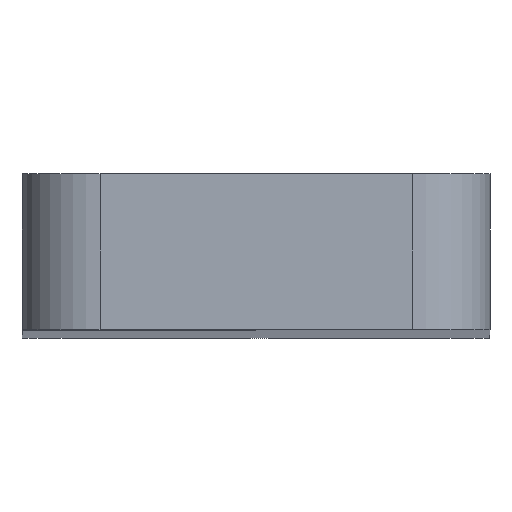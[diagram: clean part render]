
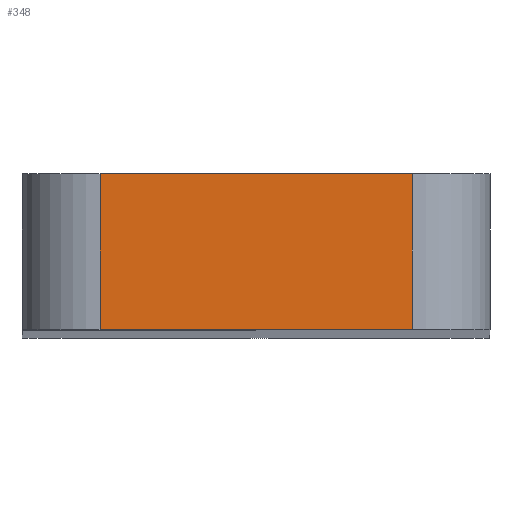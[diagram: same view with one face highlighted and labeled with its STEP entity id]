
A CAD part, top view. The second image highlights one B-rep face of the part: STEP entity #348.
In plain terms, the highlighted planar face has unit normal (0, 0, 1).
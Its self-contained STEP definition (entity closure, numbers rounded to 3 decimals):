
#26=PLANE('',#394);
#44=FACE_OUTER_BOUND('',#62,.T.);
#62=EDGE_LOOP('',(#293,#294,#295,#296));
#65=LINE('',#497,#105);
#102=LINE('',#584,#142);
#103=LINE('',#586,#143);
#104=LINE('',#587,#144);
#105=VECTOR('',#403,10.);
#142=VECTOR('',#482,10.);
#143=VECTOR('',#485,10.);
#144=VECTOR('',#486,10.);
#154=VERTEX_POINT('',#494);
#155=VERTEX_POINT('',#496);
#183=VERTEX_POINT('',#580);
#184=VERTEX_POINT('',#582);
#186=EDGE_CURVE('',#154,#155,#65,.T.);
#230=EDGE_CURVE('',#183,#184,#102,.T.);
#231=EDGE_CURVE('',#154,#183,#103,.T.);
#232=EDGE_CURVE('',#155,#184,#104,.T.);
#293=ORIENTED_EDGE('',*,*,#231,.T.);
#294=ORIENTED_EDGE('',*,*,#230,.T.);
#295=ORIENTED_EDGE('',*,*,#232,.F.);
#296=ORIENTED_EDGE('',*,*,#186,.F.);
#348=ADVANCED_FACE('',(#44),#26,.T.);
#394=AXIS2_PLACEMENT_3D('',#585,#483,#484);
#403=DIRECTION('',(0.,1.,0.));
#482=DIRECTION('',(0.,1.,0.));
#483=DIRECTION('center_axis',(0.,0.,1.));
#484=DIRECTION('ref_axis',(1.,0.,0.));
#485=DIRECTION('',(1.,0.,0.));
#486=DIRECTION('',(1.,0.,0.));
#494=CARTESIAN_POINT('',(-4.,0.,65.));
#496=CARTESIAN_POINT('',(-4.,2.,65.));
#497=CARTESIAN_POINT('',(-4.,0.,65.));
#580=CARTESIAN_POINT('',(0.,0.,65.));
#582=CARTESIAN_POINT('',(0.,2.,65.));
#584=CARTESIAN_POINT('',(0.,0.,65.));
#585=CARTESIAN_POINT('Origin',(-4.,0.,65.));
#586=CARTESIAN_POINT('',(-4.,0.,65.));
#587=CARTESIAN_POINT('',(-4.,2.,65.));
